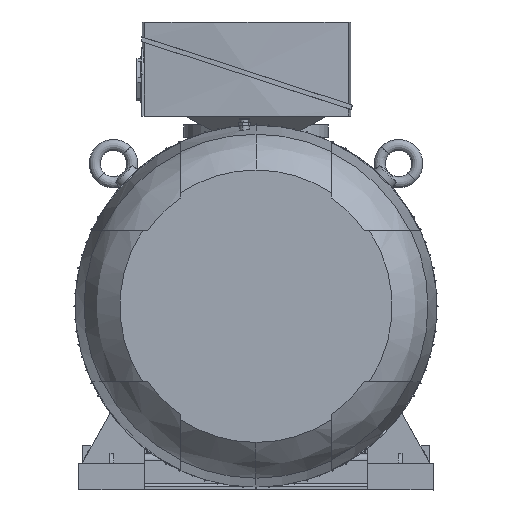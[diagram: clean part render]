
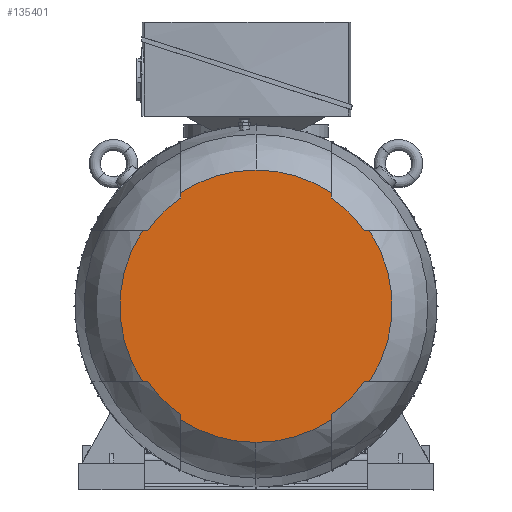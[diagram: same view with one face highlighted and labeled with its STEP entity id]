
A CAD part, left-side view. The second image highlights one B-rep face of the part: STEP entity #135401.
In plain terms, the highlighted planar face has unit normal (-1, 0, 0).
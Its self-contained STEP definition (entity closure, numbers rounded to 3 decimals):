
#73383=CARTESIAN_POINT('',(-720.0,-115.0,-172.717));
#73384=VERTEX_POINT('',#73383);
#73420=CARTESIAN_POINT('',(-720.0,0.,-207.5));
#73421=VERTEX_POINT('',#73420);
#73422=CARTESIAN_POINT('',(-720.0,0.0,0.0));
#73423=DIRECTION('',(-1.0,0.0,0.0));
#73424=DIRECTION('',(0.0,0.0,1.0));
#73425=AXIS2_PLACEMENT_3D('',#73422,#73423,#73424);
#73426=CIRCLE('',#73425,207.5);
#73427=EDGE_CURVE('',#73421,#73384,#73426,.T.);
#73546=CARTESIAN_POINT('',(-720.0,0.,207.5));
#73547=VERTEX_POINT('',#73546);
#73555=CARTESIAN_POINT('',(-720.0,-115.0,172.717));
#73556=VERTEX_POINT('',#73555);
#73557=CARTESIAN_POINT('',(-720.0,0.0,0.0));
#73558=DIRECTION('',(-1.0,0.0,0.0));
#73559=DIRECTION('',(0.0,0.0,1.0));
#73560=AXIS2_PLACEMENT_3D('',#73557,#73558,#73559);
#73561=CIRCLE('',#73560,207.5);
#73562=EDGE_CURVE('',#73556,#73547,#73561,.T.);
#134413=CARTESIAN_POINT('',(-720.0,164.851,-115.0));
#134414=VERTEX_POINT('',#134413);
#134453=CARTESIAN_POINT('',(-720.0,115.0,-164.851));
#134454=VERTEX_POINT('',#134453);
#134492=CARTESIAN_POINT('',(-720.0,0.0,0.0));
#134493=DIRECTION('',(-1.0,0.0,0.0));
#134494=DIRECTION('',(0.0,0.0,1.0));
#134495=AXIS2_PLACEMENT_3D('',#134492,#134493,#134494);
#134496=CIRCLE('',#134495,201.0);
#134497=EDGE_CURVE('',#134414,#134454,#134496,.T.);
#134591=CARTESIAN_POINT('',(-720.0,164.851,115.0));
#134592=VERTEX_POINT('',#134591);
#134630=CARTESIAN_POINT('',(-720.0,115.0,164.851));
#134631=VERTEX_POINT('',#134630);
#134632=CARTESIAN_POINT('',(-720.0,0.0,0.0));
#134633=DIRECTION('',(-1.0,0.0,0.0));
#134634=DIRECTION('',(0.0,0.0,1.0));
#134635=AXIS2_PLACEMENT_3D('',#134632,#134633,#134634);
#134636=CIRCLE('',#134635,201.0);
#134637=EDGE_CURVE('',#134631,#134592,#134636,.T.);
#134769=CARTESIAN_POINT('',(-720.0,-115.0,-164.851));
#134770=VERTEX_POINT('',#134769);
#134809=CARTESIAN_POINT('',(-720.0,-164.851,-115.0));
#134810=VERTEX_POINT('',#134809);
#134848=CARTESIAN_POINT('',(-720.0,0.0,0.0));
#134849=DIRECTION('',(-1.0,0.0,0.0));
#134850=DIRECTION('',(0.0,0.0,1.0));
#134851=AXIS2_PLACEMENT_3D('',#134848,#134849,#134850);
#134852=CIRCLE('',#134851,201.0);
#134853=EDGE_CURVE('',#134770,#134810,#134852,.T.);
#134947=CARTESIAN_POINT('',(-720.0,-115.0,164.851));
#134948=VERTEX_POINT('',#134947);
#134986=CARTESIAN_POINT('',(-720.0,-164.851,115.0));
#134987=VERTEX_POINT('',#134986);
#134988=CARTESIAN_POINT('',(-720.0,0.0,0.0));
#134989=DIRECTION('',(-1.0,0.0,0.0));
#134990=DIRECTION('',(0.0,0.0,1.0));
#134991=AXIS2_PLACEMENT_3D('',#134988,#134989,#134990);
#134992=CIRCLE('',#134991,201.0);
#134993=EDGE_CURVE('',#134987,#134948,#134992,.T.);
#135066=CARTESIAN_POINT('',(-720.0,-172.717,115.0));
#135067=VERTEX_POINT('',#135066);
#135068=CARTESIAN_POINT('',(-720.0,-172.717,115.0));
#135069=DIRECTION('',(0.0,1.0,0.0));
#135070=VECTOR('',#135069,7.866);
#135071=LINE('',#135068,#135070);
#135072=EDGE_CURVE('',#135067,#134987,#135071,.T.);
#135165=CARTESIAN_POINT('',(-720.0,-115.0,-172.717));
#135166=DIRECTION('',(0.0,0.0,1.0));
#135167=VECTOR('',#135166,7.866);
#135168=LINE('',#135165,#135167);
#135169=EDGE_CURVE('',#73384,#134770,#135168,.T.);
#135189=CARTESIAN_POINT('',(-720.0,115.0,172.717));
#135190=VERTEX_POINT('',#135189);
#135191=CARTESIAN_POINT('',(-720.0,115.0,172.717));
#135192=DIRECTION('',(0.0,0.0,-1.0));
#135193=VECTOR('',#135192,7.866);
#135194=LINE('',#135191,#135193);
#135195=EDGE_CURVE('',#135190,#134631,#135194,.T.);
#135280=CARTESIAN_POINT('',(-720.0,172.717,-115.0));
#135281=VERTEX_POINT('',#135280);
#135282=CARTESIAN_POINT('',(-720.0,172.717,-115.0));
#135283=DIRECTION('',(0.0,-1.0,0.0));
#135284=VECTOR('',#135283,7.866);
#135285=LINE('',#135282,#135284);
#135286=EDGE_CURVE('',#135281,#134414,#135285,.T.);
#135326=CARTESIAN_POINT('',(-720.0,-227.764,-228.25));
#135327=DIRECTION('',(-1.0,0.0,0.0));
#135328=DIRECTION('',(0.0,0.0,1.0));
#135329=AXIS2_PLACEMENT_3D('',#135326,#135327,#135328);
#135330=PLANE('',#135329);
#135331=CARTESIAN_POINT('',(-720.0,-172.717,-115.0));
#135332=VERTEX_POINT('',#135331);
#135333=CARTESIAN_POINT('',(-720.0,-164.851,-115.0));
#135334=DIRECTION('',(0.0,-1.0,0.0));
#135335=VECTOR('',#135334,7.866);
#135336=LINE('',#135333,#135335);
#135337=EDGE_CURVE('',#134810,#135332,#135336,.T.);
#135338=ORIENTED_EDGE('',*,*,#135337,.T.);
#135339=CARTESIAN_POINT('',(-720.0,0.0,0.0));
#135340=DIRECTION('',(-1.0,0.0,0.0));
#135341=DIRECTION('',(0.0,0.0,1.0));
#135342=AXIS2_PLACEMENT_3D('',#135339,#135340,#135341);
#135343=CIRCLE('',#135342,207.5);
#135344=EDGE_CURVE('',#135332,#135067,#135343,.T.);
#135345=ORIENTED_EDGE('',*,*,#135344,.T.);
#135346=ORIENTED_EDGE('',*,*,#135072,.T.);
#135347=ORIENTED_EDGE('',*,*,#134993,.T.);
#135348=CARTESIAN_POINT('',(-720.0,-115.0,164.851));
#135349=DIRECTION('',(0.0,0.0,1.0));
#135350=VECTOR('',#135349,7.866);
#135351=LINE('',#135348,#135350);
#135352=EDGE_CURVE('',#134948,#73556,#135351,.T.);
#135353=ORIENTED_EDGE('',*,*,#135352,.T.);
#135354=ORIENTED_EDGE('',*,*,#73562,.T.);
#135355=CARTESIAN_POINT('',(-720.0,0.0,0.0));
#135356=DIRECTION('',(-1.0,0.0,0.0));
#135357=DIRECTION('',(0.0,0.0,1.0));
#135358=AXIS2_PLACEMENT_3D('',#135355,#135356,#135357);
#135359=CIRCLE('',#135358,207.5);
#135360=EDGE_CURVE('',#73547,#135190,#135359,.T.);
#135361=ORIENTED_EDGE('',*,*,#135360,.T.);
#135362=ORIENTED_EDGE('',*,*,#135195,.T.);
#135363=ORIENTED_EDGE('',*,*,#134637,.T.);
#135364=CARTESIAN_POINT('',(-720.0,172.717,115.0));
#135365=VERTEX_POINT('',#135364);
#135366=CARTESIAN_POINT('',(-720.0,164.851,115.0));
#135367=DIRECTION('',(0.0,1.0,0.0));
#135368=VECTOR('',#135367,7.866);
#135369=LINE('',#135366,#135368);
#135370=EDGE_CURVE('',#134592,#135365,#135369,.T.);
#135371=ORIENTED_EDGE('',*,*,#135370,.T.);
#135372=CARTESIAN_POINT('',(-720.0,0.0,0.0));
#135373=DIRECTION('',(-1.0,0.0,0.0));
#135374=DIRECTION('',(0.0,0.0,1.0));
#135375=AXIS2_PLACEMENT_3D('',#135372,#135373,#135374);
#135376=CIRCLE('',#135375,207.5);
#135377=EDGE_CURVE('',#135365,#135281,#135376,.T.);
#135378=ORIENTED_EDGE('',*,*,#135377,.T.);
#135379=ORIENTED_EDGE('',*,*,#135286,.T.);
#135380=ORIENTED_EDGE('',*,*,#134497,.T.);
#135381=CARTESIAN_POINT('',(-720.0,115.0,-172.717));
#135382=VERTEX_POINT('',#135381);
#135383=CARTESIAN_POINT('',(-720.0,115.0,-164.851));
#135384=DIRECTION('',(0.0,0.0,-1.0));
#135385=VECTOR('',#135384,7.866);
#135386=LINE('',#135383,#135385);
#135387=EDGE_CURVE('',#134454,#135382,#135386,.T.);
#135388=ORIENTED_EDGE('',*,*,#135387,.T.);
#135389=CARTESIAN_POINT('',(-720.0,0.0,0.0));
#135390=DIRECTION('',(-1.0,0.0,0.0));
#135391=DIRECTION('',(0.0,0.0,1.0));
#135392=AXIS2_PLACEMENT_3D('',#135389,#135390,#135391);
#135393=CIRCLE('',#135392,207.5);
#135394=EDGE_CURVE('',#135382,#73421,#135393,.T.);
#135395=ORIENTED_EDGE('',*,*,#135394,.T.);
#135396=ORIENTED_EDGE('',*,*,#73427,.T.);
#135397=ORIENTED_EDGE('',*,*,#135169,.T.);
#135398=ORIENTED_EDGE('',*,*,#134853,.T.);
#135399=EDGE_LOOP('',(#135338,#135345,#135346,#135347,#135353,#135354,#135361,#135362,#135363,#135371,#135378,#135379,#135380,#135388,#135395,#135396,#135397,#135398));
#135400=FACE_OUTER_BOUND('',#135399,.T.);
#135401=ADVANCED_FACE('',(#135400),#135330,.T.);
